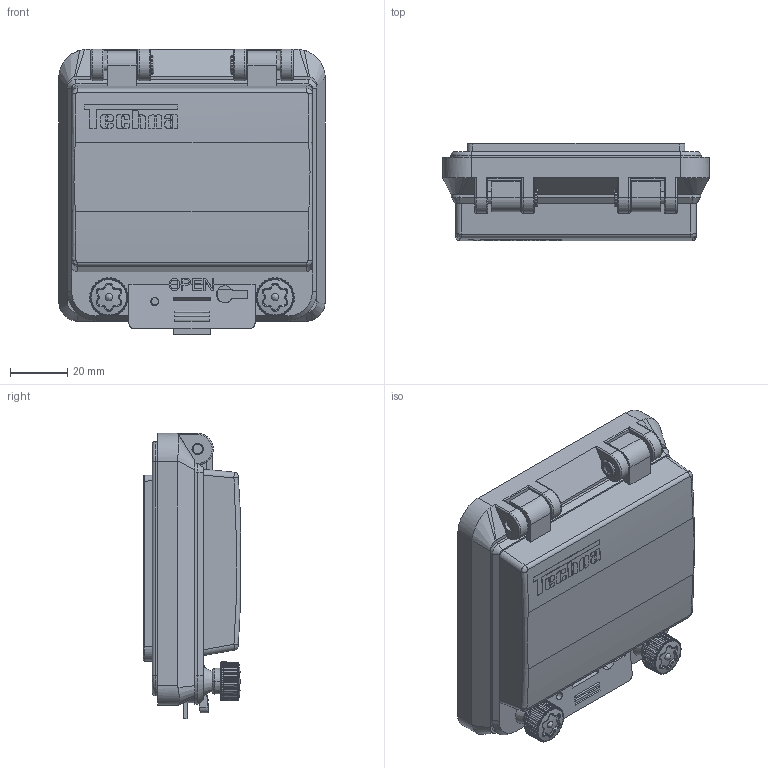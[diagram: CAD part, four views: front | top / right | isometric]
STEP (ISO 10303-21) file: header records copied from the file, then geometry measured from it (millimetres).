
FILE_DESCRIPTION (( 'STEP AP214' ), '1' );
FILE_NAME ('WINtec04.STEP', '2023-04-06T13:43:22', ( '' ), ( '' ), 'SwSTEP 2.0', 'SolidWorks 2023', '' );
FILE_SCHEMA (( 'AUTOMOTIVE_DESIGN' ));
Length unit declared in the file: millimetre
Products named in the file (6): WINtec04XIAODING; WINtec0404-2; WINtec04LUOSHUAN; WINtec0404-1; WINtec04JIAOTIAO-13A; WINtec04
Assembly tree (7 placements, depth 2):
  WINtec04
    WINtec0404-2
    WINtec0404-1
    WINtec04XIAODING  x2
    WINtec04LUOSHUAN  x2
    WINtec04JIAOTIAO-13A
Bounding box: 93 x 34 x 99.65 mm (x, y, z)
Volume: 73048.5 mm3; surface area: 68110.5 mm2
Topology: 7 solids, 7 shells, 1554 faces, 4020 edges, 2512 vertices
Faces by surface type: plane 475, bspline 428, cylinder 327, cone 324
Entity records: 45367 total; most frequent: CARTESIAN_POINT 19867, ORIENTED_EDGE 6100, DIRECTION 4153, EDGE_CURVE 3050, VERTEX_POINT 1935, VECTOR 1521, LINE 1521, AXIS2_PLACEMENT_3D 1316
